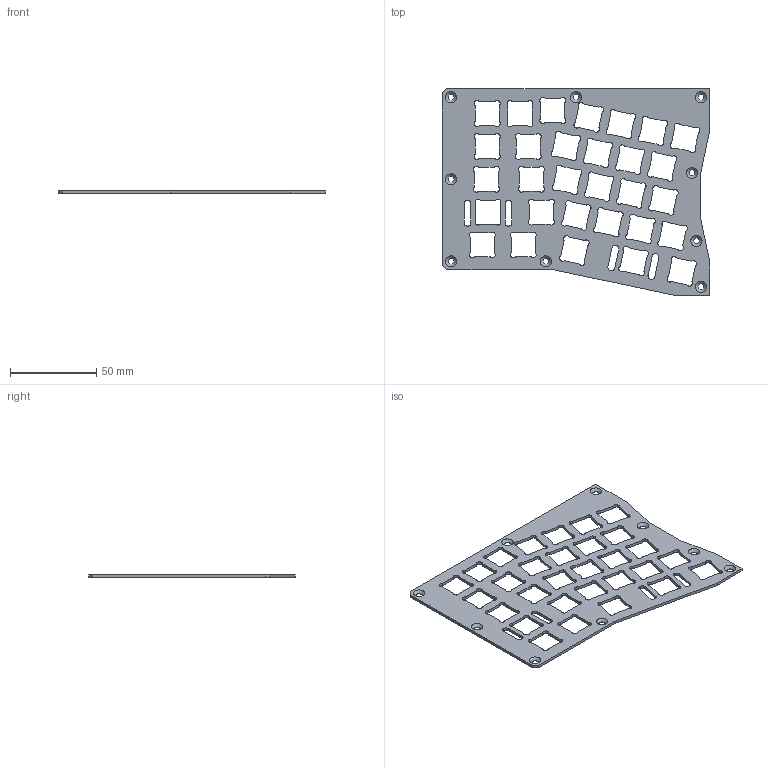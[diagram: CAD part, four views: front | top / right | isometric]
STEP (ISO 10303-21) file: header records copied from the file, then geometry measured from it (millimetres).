
FILE_DESCRIPTION(/* description */ (''),/* implementation_level */ '2;1');
FILE_NAME(/* name */ 'Left Plate.step',/* time_stamp */ '2020-12-14T21:35:56-08:00',/* author */ (''),/* organization */ (''),/* preprocessor_version */ 'ST-DEVELOPER v18.1',/* originating_system */ 'Autodesk Translation Framework v9.7.1.1290',/* authorisation */ '');
FILE_SCHEMA (('AUTOMOTIVE_DESIGN { 1 0 10303 214 3 1 1 }'));
Length unit declared in the file: millimetre
Products named in the file (1): Left Plate
Bounding box: 155 x 120 x 1.67 mm (x, y, z)
Volume: 17306.3 mm3; surface area: 25044.9 mm2
Topology: 1 solids, 1 shells, 305 faces, 900 edges, 597 vertices
Faces by surface type: plane 151, cylinder 145, cone 9
Full cylindrical faces by diameter (mm): 3.5 x9
Entity records: 10453 total; most frequent: DIRECTION 1811, CARTESIAN_POINT 1803, ORIENTED_EDGE 1800, EDGE_CURVE 900, AXIS2_PLACEMENT_3D 605, LINE 601, VECTOR 601, VERTEX_POINT 597
